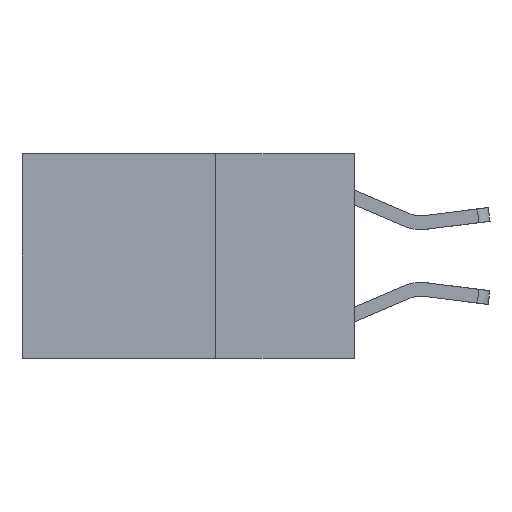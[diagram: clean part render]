
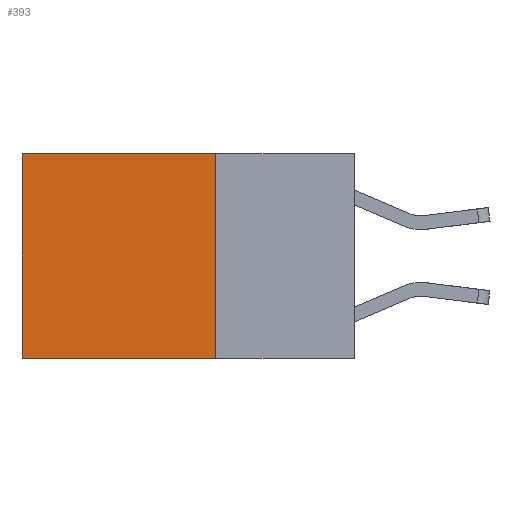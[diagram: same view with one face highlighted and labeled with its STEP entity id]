
A CAD part, left-side view. The second image highlights one B-rep face of the part: STEP entity #393.
In plain terms, the highlighted planar face has unit normal (-1, 0, 0).
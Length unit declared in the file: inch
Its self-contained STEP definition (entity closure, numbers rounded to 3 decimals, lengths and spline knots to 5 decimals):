
#41 = ORIENTED_EDGE ( 'NONE', *, *, #3286, .F. ) ;
#96 = DIRECTION ( 'NONE',  ( 0., 0., -1. ) ) ;
#104 = DIRECTION ( 'NONE',  ( 0., 0., -1. ) ) ;
#151 = EDGE_CURVE ( 'NONE', #3573, #7175, #6068, .T. ) ;
#317 = LINE ( 'NONE', #2055, #4124 ) ;
#393 = ADVANCED_FACE ( 'NONE', ( #4055 ), #6361, .F. ) ;
#419 = AXIS2_PLACEMENT_3D ( 'NONE', #1141, #7502, #96 ) ;
#461 = CARTESIAN_POINT ( 'NONE',  ( 0.2625, 0.6, 0. ) ) ;
#604 = CARTESIAN_POINT ( 'NONE',  ( 0.2625, 0.25, 0. ) ) ;
#871 = DIRECTION ( 'NONE',  ( 0., 1., 0. ) ) ;
#900 = CARTESIAN_POINT ( 'NONE',  ( 0.2625, 0.25, 0. ) ) ;
#1012 = CARTESIAN_POINT ( 'NONE',  ( 0.2625, 0.6, -0.37 ) ) ;
#1141 = CARTESIAN_POINT ( 'NONE',  ( 0.2625, 0.25, 0. ) ) ;
#1486 = VERTEX_POINT ( 'NONE', #461 ) ;
#2055 = CARTESIAN_POINT ( 'NONE',  ( 0.2625, 0.25, 0. ) ) ;
#2211 = DIRECTION ( 'NONE',  ( 0., 0., -1. ) ) ;
#2913 = LINE ( 'NONE', #9337, #6832 ) ;
#3286 = EDGE_CURVE ( 'NONE', #6803, #3573, #317, .T. ) ;
#3573 = VERTEX_POINT ( 'NONE', #4457 ) ;
#3777 = DIRECTION ( 'NONE',  ( 0., 1., 0. ) ) ;
#3869 = CARTESIAN_POINT ( 'NONE',  ( 0.2625, 0.25, -0.37 ) ) ;
#4055 = FACE_OUTER_BOUND ( 'NONE', #5885, .T. ) ;
#4124 = VECTOR ( 'NONE', #2211, 39.37008 ) ;
#4176 = VECTOR ( 'NONE', #3777, 39.37008 ) ;
#4205 = VECTOR ( 'NONE', #871, 39.37008 ) ;
#4457 = CARTESIAN_POINT ( 'NONE',  ( 0.2625, 0.25, -0.37 ) ) ;
#5101 = EDGE_CURVE ( 'NONE', #6803, #1486, #8646, .T. ) ;
#5885 = EDGE_LOOP ( 'NONE', ( #8805, #6972, #41, #6275 ) ) ;
#6068 = LINE ( 'NONE', #3869, #4176 ) ;
#6275 = ORIENTED_EDGE ( 'NONE', *, *, #5101, .T. ) ;
#6361 = PLANE ( 'NONE',  #419 ) ;
#6803 = VERTEX_POINT ( 'NONE', #604 ) ;
#6832 = VECTOR ( 'NONE', #104, 39.37008 ) ;
#6972 = ORIENTED_EDGE ( 'NONE', *, *, #151, .F. ) ;
#7175 = VERTEX_POINT ( 'NONE', #1012 ) ;
#7502 = DIRECTION ( 'NONE',  ( 1., 0., 0. ) ) ;
#8646 = LINE ( 'NONE', #900, #4205 ) ;
#8805 = ORIENTED_EDGE ( 'NONE', *, *, #9240, .T. ) ;
#9240 = EDGE_CURVE ( 'NONE', #1486, #7175, #2913, .T. ) ;
#9337 = CARTESIAN_POINT ( 'NONE',  ( 0.2625, 0.6, 0. ) ) ;
